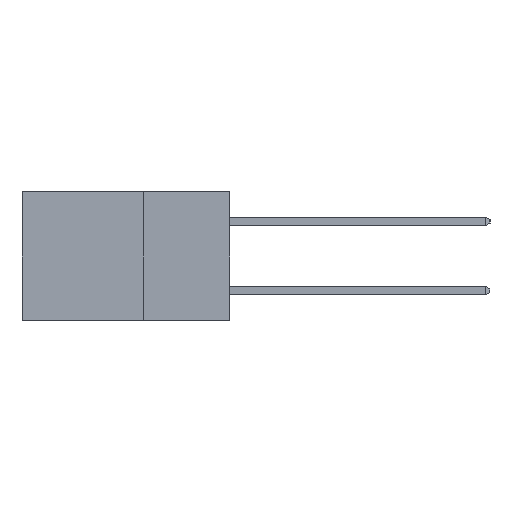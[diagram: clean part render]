
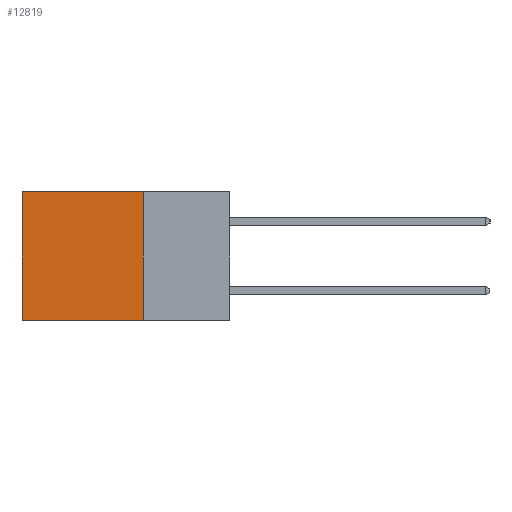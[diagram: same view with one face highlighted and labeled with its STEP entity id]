
A CAD part, left-side view. The second image highlights one B-rep face of the part: STEP entity #12819.
In plain terms, the highlighted planar face has unit normal (-1, 0, 0).
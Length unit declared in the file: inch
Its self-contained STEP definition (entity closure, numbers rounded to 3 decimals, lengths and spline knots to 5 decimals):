
#378 = CARTESIAN_POINT ( 'NONE',  ( 0.2615, 0.6, -0.37 ) ) ;
#427 = CARTESIAN_POINT ( 'NONE',  ( 0.2615, 0.25, 0. ) ) ;
#1330 = DIRECTION ( 'NONE',  ( 0., 0., -1. ) ) ;
#2255 = CARTESIAN_POINT ( 'NONE',  ( 0.2615, 0.6, -0.37 ) ) ;
#2901 = EDGE_CURVE ( 'NONE', #12916, #3084, #12083, .T. ) ;
#3084 = VERTEX_POINT ( 'NONE', #2255 ) ;
#3451 = VECTOR ( 'NONE', #18352, 39.37008 ) ;
#3872 = ORIENTED_EDGE ( 'NONE', *, *, #10852, .T. ) ;
#4105 = VERTEX_POINT ( 'NONE', #18833 ) ;
#4641 = ORIENTED_EDGE ( 'NONE', *, *, #6481, .F. ) ;
#5045 = LINE ( 'NONE', #427, #18845 ) ;
#5727 = PLANE ( 'NONE',  #16729 ) ;
#6481 = EDGE_CURVE ( 'NONE', #14933, #12916, #11833, .T. ) ;
#7114 = DIRECTION ( 'NONE',  ( 1., 0., 0. ) ) ;
#8650 = EDGE_CURVE ( 'NONE', #14933, #4105, #5045, .T. ) ;
#8676 = DIRECTION ( 'NONE',  ( 0., 0., -1. ) ) ;
#9506 = ORIENTED_EDGE ( 'NONE', *, *, #2901, .F. ) ;
#10840 = DIRECTION ( 'NONE',  ( 0., 1., 0. ) ) ;
#10852 = EDGE_CURVE ( 'NONE', #4105, #3084, #16762, .T. ) ;
#11667 = VECTOR ( 'NONE', #13793, 39.37008 ) ;
#11809 = CARTESIAN_POINT ( 'NONE',  ( 0.2615, 0.25, -0.37 ) ) ;
#11833 = LINE ( 'NONE', #14749, #13131 ) ;
#12083 = LINE ( 'NONE', #12365, #3451 ) ;
#12365 = CARTESIAN_POINT ( 'NONE',  ( 0.2615, 0.25, -0.37 ) ) ;
#12819 = ADVANCED_FACE ( 'NONE', ( #16307 ), #5727, .F. ) ;
#12916 = VERTEX_POINT ( 'NONE', #11809 ) ;
#13095 = EDGE_LOOP ( 'NONE', ( #3872, #9506, #4641, #17290 ) ) ;
#13131 = VECTOR ( 'NONE', #1330, 39.37008 ) ;
#13793 = DIRECTION ( 'NONE',  ( 0., 0., -1. ) ) ;
#14749 = CARTESIAN_POINT ( 'NONE',  ( 0.2615, 0.25, -0.37 ) ) ;
#14933 = VERTEX_POINT ( 'NONE', #17241 ) ;
#16307 = FACE_OUTER_BOUND ( 'NONE', #13095, .T. ) ;
#16729 = AXIS2_PLACEMENT_3D ( 'NONE', #17771, #7114, #8676 ) ;
#16762 = LINE ( 'NONE', #378, #11667 ) ;
#17241 = CARTESIAN_POINT ( 'NONE',  ( 0.2615, 0.25, 0. ) ) ;
#17290 = ORIENTED_EDGE ( 'NONE', *, *, #8650, .T. ) ;
#17771 = CARTESIAN_POINT ( 'NONE',  ( 0.2615, 0.25, -0.37 ) ) ;
#18352 = DIRECTION ( 'NONE',  ( 0., 1., 0. ) ) ;
#18833 = CARTESIAN_POINT ( 'NONE',  ( 0.2615, 0.6, 0. ) ) ;
#18845 = VECTOR ( 'NONE', #10840, 39.37008 ) ;
